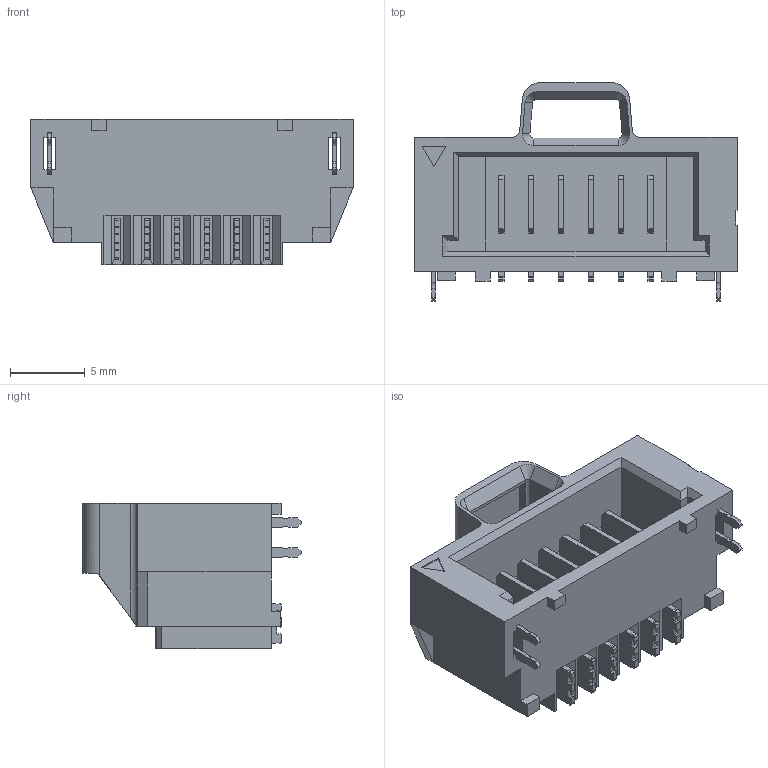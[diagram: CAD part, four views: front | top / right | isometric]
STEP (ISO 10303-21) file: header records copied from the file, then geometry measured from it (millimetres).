
FILE_DESCRIPTION( ( 'STEP AP214' ), '1' );
FILE_NAME( 'UMPT-06-01-L-RA-WT-P-TR.stp', '2022-05-22T13:42:04', ( 'License CC BY-ND 4.0' ), ( 'CADENAS' ), ' ', 'PARTsolutions', ' ' );
FILE_SCHEMA( ( 'AUTOMOTIVE_DESIGN { 1 0 10303 214 1 1 1 1 }' ) );
Length unit declared in the file: millimetre
Products named in the file (4): UMPT-06-01-L-RA-WT-P-TR; _UMPT-06-01-RA-P; _T-1M139-01-06; _WT-117-06.5-TH
Assembly tree (4 placements, depth 2):
  UMPT-06-01-L-RA-WT-P-TR
    _UMPT-06-01-RA-P
    _T-1M139-01-06
    _WT-117-06.5-TH  x2
Bounding box: 21.6 x 14.65 x 9.75 mm (x, y, z)
Volume: 1088.4 mm3; surface area: 2534.4 mm2
Topology: 4 solids, 4 shells, 810 faces, 2351 edges, 1560 vertices
Faces by surface type: plane 600, cylinder 206, cone 4
Entity records: 31379 total; most frequent: CARTESIAN_POINT 4484, ORIENTED_EDGE 4462, DIRECTION 4163, EDGE_CURVE 2231, LINE 1845, VECTOR 1845, VERTEX_POINT 1480, AXIS2_PLACEMENT_3D 1159
